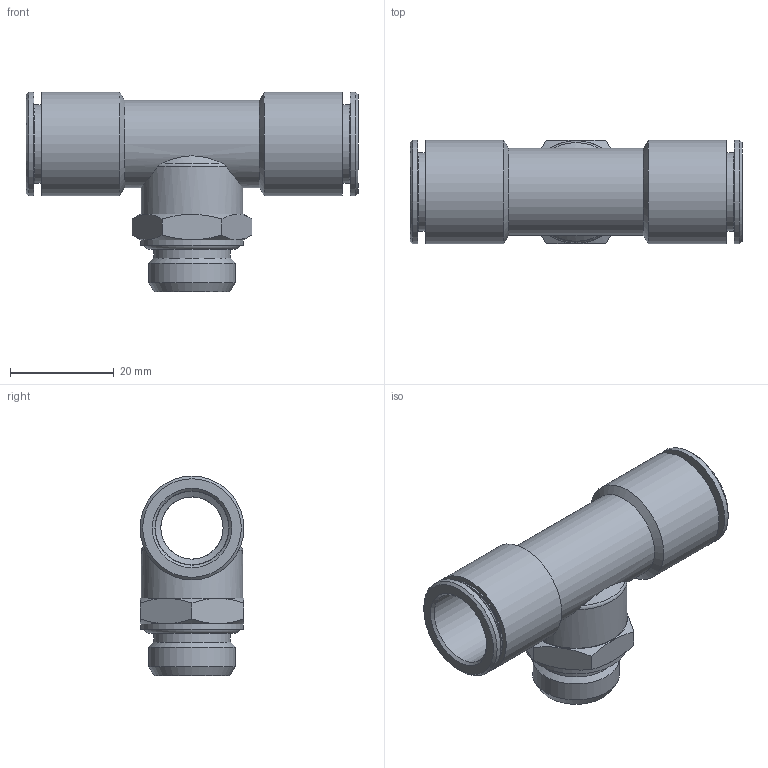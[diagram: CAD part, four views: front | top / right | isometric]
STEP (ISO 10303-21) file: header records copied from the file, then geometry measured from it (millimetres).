
FILE_DESCRIPTION(/* description */ (''),/* implementation_level */ '2;1');
FILE_NAME(/* name */ 'iqst_3814_g_msv.stp',/* time_stamp */ '2017-11-16T10:07:14+01:00',/* author */ ('Hamoud'),/* organization */ (''),/* preprocessor_version */ 'ST-DEVELOPER v15.6',/* originating_system */ 'Autodesk Inventor LT ',/* authorisation */ '');
FILE_SCHEMA (('AUTOMOTIVE_DESIGN { 1 0 10303 214 3 1 1 }'));
Length unit declared in the file: millimetre
Products named in the file (1): iqst_3814_g_msv
Bounding box: 64 x 20 x 38.5 mm (x, y, z)
Volume: 10071.1 mm3; surface area: 13511.5 mm2
Topology: 5 solids, 5 shells, 107 faces, 228 edges, 139 vertices
Faces by surface type: cylinder 34, cone 32, plane 27, torus 13, sphere 1
Full cylindrical faces by diameter (mm): 11 x1, 12 x2, 14.15 x2, 14.3 x2, 14.75 x1, 15.1 x2, 15.2 x2, 15.8 x2, 16.2 x2, 16.5 x2, 16.662 x1, 16.8 x1, 17 x2, 17.3 x2, 18.1 x2, 19.6 x1, 19.8 x1, 20 x4
Entity records: 4567 total; most frequent: CARTESIAN_POINT 2584, DIRECTION 426, ORIENTED_EDGE 276, AXIS2_PLACEMENT_3D 208, EDGE_LOOP 199, EDGE_CURVE 138, VERTEX_POINT 121, FACE_OUTER_BOUND 107
